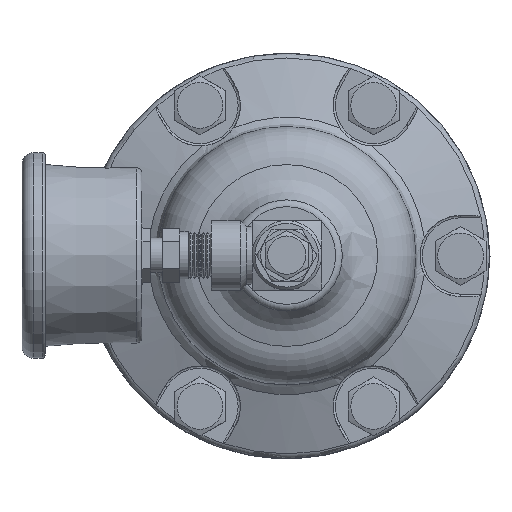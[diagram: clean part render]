
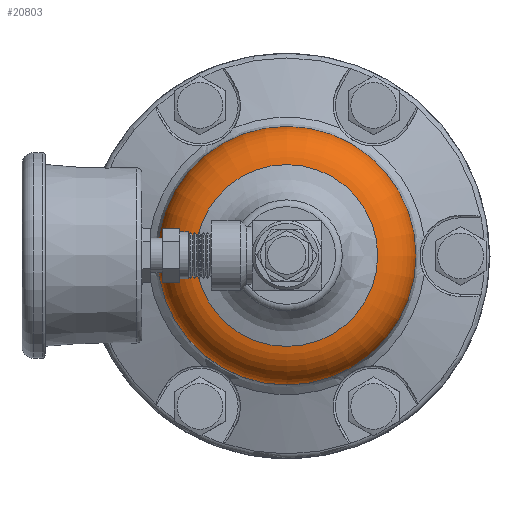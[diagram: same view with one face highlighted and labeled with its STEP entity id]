
A CAD part, top view. The second image highlights one B-rep face of the part: STEP entity #20803.
In plain terms, the highlighted toroidal (fillet/blend) face has major radius 18.796 mm and minor radius 9.525 mm.
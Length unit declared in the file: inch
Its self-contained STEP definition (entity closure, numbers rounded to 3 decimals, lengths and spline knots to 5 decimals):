
#20761=CARTESIAN_POINT('',(-11.57133,-15.05038,3.92699));
#20762=VERTEX_POINT('',#20761);
#20763=CARTESIAN_POINT('',(-11.57133,-16.16538,3.92699));
#20764=DIRECTION('',(0.0,0.0,1.0));
#20765=DIRECTION('',(-1.0,0.0,0.0));
#20766=AXIS2_PLACEMENT_3D('',#20763,#20764,#20765);
#20767=CIRCLE('',#20766,1.115);
#20768=EDGE_CURVE('',#20762,#20762,#20767,.T.);
#20784=CARTESIAN_POINT('',(-11.57133,-16.16538,3.92699));
#20785=DIRECTION('',(0.,0.,1.0));
#20786=DIRECTION('',(1.0,0.0,0.0));
#20787=AXIS2_PLACEMENT_3D('',#20784,#20785,#20786);
#20788=TOROIDAL_SURFACE('',#20787,0.74,0.375);
#20789=CARTESIAN_POINT('',(-10.78663,-16.16538,4.29932));
#20790=VERTEX_POINT('',#20789);
#20791=CARTESIAN_POINT('',(-11.57133,-16.16538,4.29932));
#20792=DIRECTION('',(0.0,0.0,1.0));
#20793=DIRECTION('',(-1.0,0.0,0.0));
#20794=AXIS2_PLACEMENT_3D('',#20791,#20792,#20793);
#20795=CIRCLE('',#20794,0.7847);
#20796=EDGE_CURVE('',#20790,#20790,#20795,.T.);
#20797=ORIENTED_EDGE('',*,*,#20796,.F.);
#20798=EDGE_LOOP('',(#20797));
#20799=FACE_OUTER_BOUND('',#20798,.T.);
#20800=ORIENTED_EDGE('',*,*,#20768,.T.);
#20801=EDGE_LOOP('',(#20800));
#20802=FACE_BOUND('',#20801,.T.);
#20803=ADVANCED_FACE('',(#20799,#20802),#20788,.T.);
